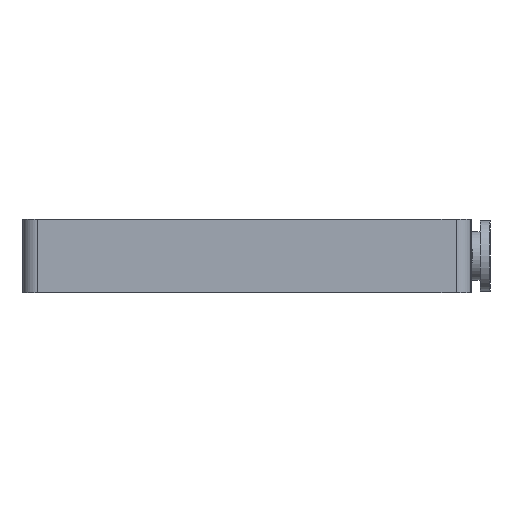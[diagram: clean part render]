
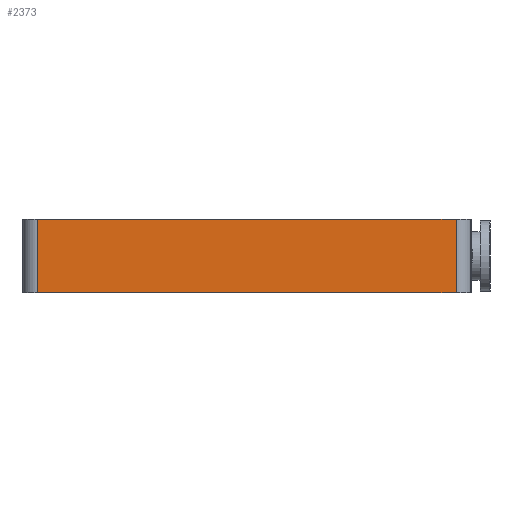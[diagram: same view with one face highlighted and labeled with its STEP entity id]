
A CAD part, front view. The second image highlights one B-rep face of the part: STEP entity #2373.
In plain terms, the highlighted planar face has unit normal (0, -1, 0).
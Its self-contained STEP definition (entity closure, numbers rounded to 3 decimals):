
#26 = DIRECTION ( 'NONE',  ( 1., 0., 0. ) ) ;
#274 = AXIS2_PLACEMENT_3D ( 'NONE', #619, #360, #1353 ) ;
#296 = VERTEX_POINT ( 'NONE', #3191 ) ;
#360 = DIRECTION ( 'NONE',  ( 0., 1., 0. ) ) ;
#466 = CARTESIAN_POINT ( 'NONE',  ( -40., -41., -7. ) ) ;
#598 = DIRECTION ( 'NONE',  ( 0., 0., -1. ) ) ;
#610 = VECTOR ( 'NONE', #2922, 1000. ) ;
#619 = CARTESIAN_POINT ( 'NONE',  ( -40., -41., 7. ) ) ;
#789 = LINE ( 'NONE', #2076, #2664 ) ;
#813 = ORIENTED_EDGE ( 'NONE', *, *, #2932, .T. ) ;
#844 = ORIENTED_EDGE ( 'NONE', *, *, #2795, .F. ) ;
#879 = LINE ( 'NONE', #2791, #2119 ) ;
#1056 = CARTESIAN_POINT ( 'NONE',  ( 40., -41., -7. ) ) ;
#1101 = ORIENTED_EDGE ( 'NONE', *, *, #2726, .F. ) ;
#1279 = CARTESIAN_POINT ( 'NONE',  ( 40., -41., 7. ) ) ;
#1290 = DIRECTION ( 'NONE',  ( 0., 0., -1. ) ) ;
#1310 = FACE_OUTER_BOUND ( 'NONE', #1466, .T. ) ;
#1353 = DIRECTION ( 'NONE',  ( 0., 0., 1. ) ) ;
#1358 = VERTEX_POINT ( 'NONE', #466 ) ;
#1466 = EDGE_LOOP ( 'NONE', ( #813, #1818, #1101, #844 ) ) ;
#1674 = CARTESIAN_POINT ( 'NONE',  ( -40., -41., -7. ) ) ;
#1676 = CARTESIAN_POINT ( 'NONE',  ( -40., -41., 7. ) ) ;
#1802 = VECTOR ( 'NONE', #1290, 1000. ) ;
#1818 = ORIENTED_EDGE ( 'NONE', *, *, #2585, .T. ) ;
#1877 = LINE ( 'NONE', #1674, #610 ) ;
#2076 = CARTESIAN_POINT ( 'NONE',  ( -40., -41., 7. ) ) ;
#2119 = VECTOR ( 'NONE', #26, 1000. ) ;
#2373 = ADVANCED_FACE ( 'NONE', ( #1310 ), #2858, .F. ) ;
#2585 = EDGE_CURVE ( 'NONE', #1358, #2799, #1877, .T. ) ;
#2597 = LINE ( 'NONE', #1279, #1802 ) ;
#2664 = VECTOR ( 'NONE', #598, 1000. ) ;
#2726 = EDGE_CURVE ( 'NONE', #296, #2799, #2597, .T. ) ;
#2791 = CARTESIAN_POINT ( 'NONE',  ( -40., -41., 7. ) ) ;
#2795 = EDGE_CURVE ( 'NONE', #3242, #296, #879, .T. ) ;
#2799 = VERTEX_POINT ( 'NONE', #1056 ) ;
#2858 = PLANE ( 'NONE',  #274 ) ;
#2922 = DIRECTION ( 'NONE',  ( 1., 0., 0. ) ) ;
#2932 = EDGE_CURVE ( 'NONE', #3242, #1358, #789, .T. ) ;
#3191 = CARTESIAN_POINT ( 'NONE',  ( 40., -41., 7. ) ) ;
#3242 = VERTEX_POINT ( 'NONE', #1676 ) ;
